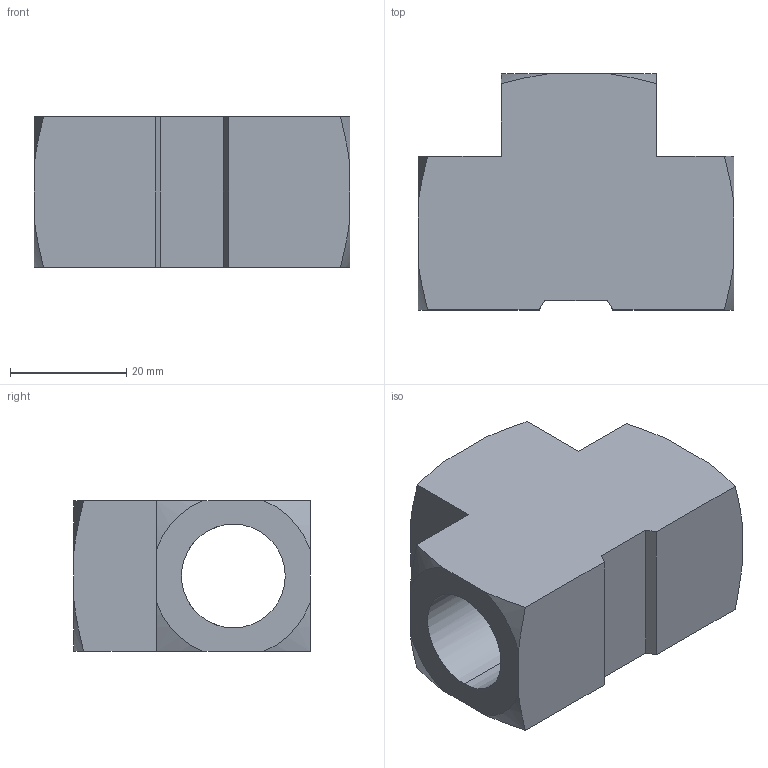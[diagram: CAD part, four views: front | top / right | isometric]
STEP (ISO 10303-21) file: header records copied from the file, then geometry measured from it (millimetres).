
FILE_DESCRIPTION (( 'STEP AP203' ), '1' );
FILE_NAME ('BFFT-12N.step', '2016-02-15T20:04:50', ( '' ), ( '' ), 'SwSTEP 2.0', 'SolidWorks 2015', '' );
FILE_SCHEMA (( 'CONFIG_CONTROL_DESIGN' ));
Length unit declared in the file: inch
Products named in the file (1): BFFT-12N
Bounding box: 54.36 x 40.64 x 25.91 mm (x, y, z)
Volume: 27790.9 mm3; surface area: 11634.2 mm2
Topology: 1 solids, 1 shells, 36 faces, 96 edges, 61 vertices
Faces by surface type: plane 16, cone 12, cylinder 8
Entity records: 1268 total; most frequent: CARTESIAN_POINT 332, ORIENTED_EDGE 192, DIRECTION 161, EDGE_CURVE 96, VERTEX_POINT 61, AXIS2_PLACEMENT_3D 58, VECTOR 45, LINE 45
